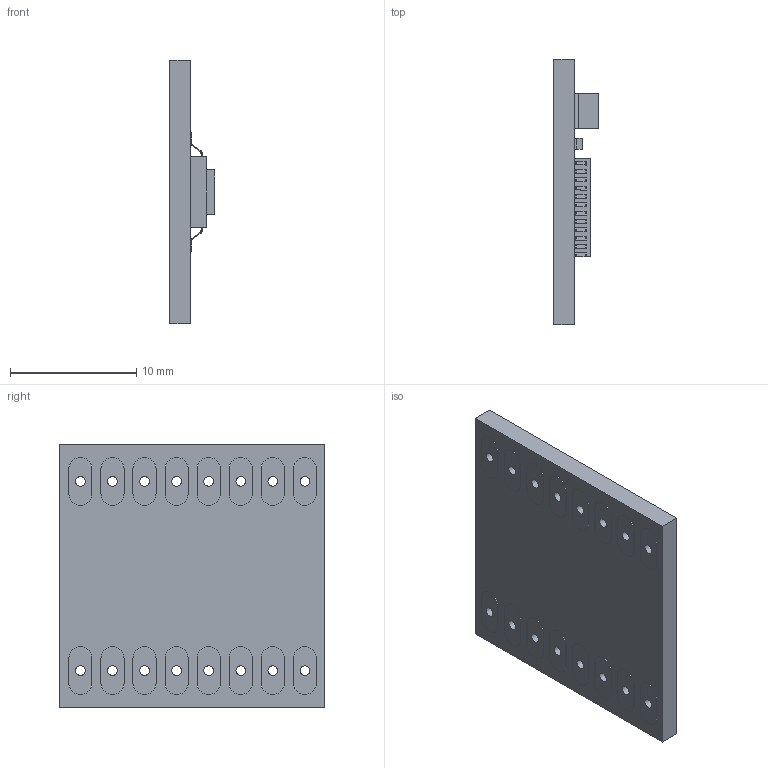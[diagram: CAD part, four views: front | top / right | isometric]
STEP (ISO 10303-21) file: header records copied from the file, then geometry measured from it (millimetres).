
FILE_DESCRIPTION(/* description */ (''),/* implementation_level */ '2;1');
FILE_NAME(/* name */ 'User Library-Motor Driver v1.step',/* time_stamp */ '2022-05-13T18:00:19+08:00',/* author */ (''),/* organization */ (''),/* preprocessor_version */ 'ST-DEVELOPER v18.1',/* originating_system */ 'Autodesk Translation Framework v10.14.0.1471',/* authorisation */ '');
FILE_SCHEMA (('AUTOMOTIVE_DESIGN { 1 0 10303 214 3 1 1 }'));
Length unit declared in the file: inch
Products named in the file (1): User Library-Motor Driver
Bounding box: 3.57 x 20.98 x 20.9 mm (x, y, z)
Volume: 783.1 mm3; surface area: 1169.6 mm2
Topology: 1 solids, 1 shells, 799 faces, 2196 edges, 1464 vertices
Faces by surface type: plane 503, cylinder 185, bspline 111
Full cylindrical faces by diameter (mm): 0.635 x2, 0.762 x16, 1.27 x1
Entity records: 31897 total; most frequent: CARTESIAN_POINT 10899, ORIENTED_EDGE 4392, DIRECTION 3722, EDGE_CURVE 2196, LINE 1604, VECTOR 1604, VERTEX_POINT 1464, AXIS2_PLACEMENT_3D 1059
